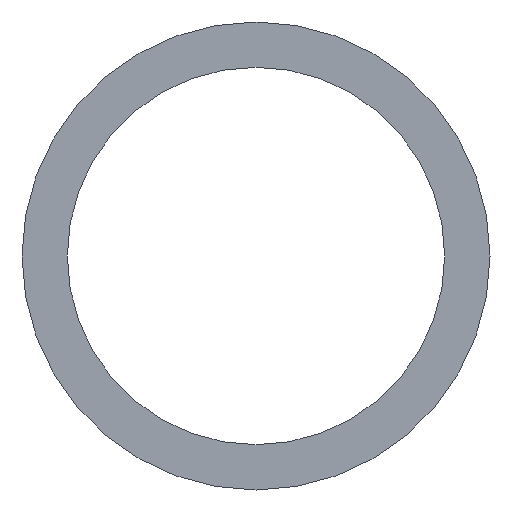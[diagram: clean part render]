
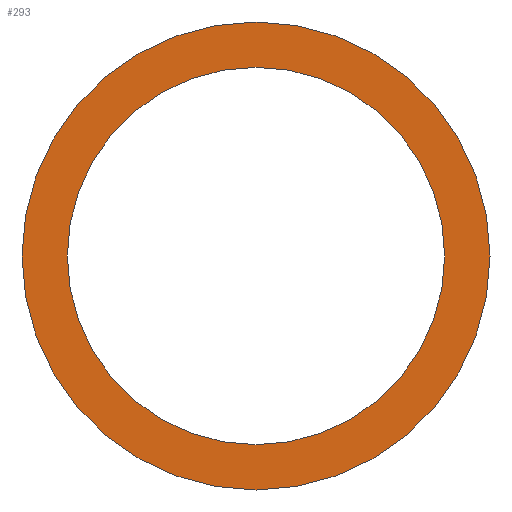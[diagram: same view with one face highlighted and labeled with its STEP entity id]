
A CAD part, front view. The second image highlights one B-rep face of the part: STEP entity #293.
In plain terms, the highlighted planar face has unit normal (0, -1, 0).
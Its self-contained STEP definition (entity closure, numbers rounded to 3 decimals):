
#7 = ORIENTED_EDGE ( 'NONE', *, *, #116, .T. ) ;
#48 = CARTESIAN_POINT ( 'NONE',  ( -125., 0., 0. ) ) ;
#52 = DIRECTION ( 'NONE',  ( -1., 0., 0. ) ) ;
#53 = CARTESIAN_POINT ( 'NONE',  ( 125., 0., 0. ) ) ;
#78 = EDGE_LOOP ( 'NONE', ( #269, #290 ) ) ;
#85 = DIRECTION ( 'NONE',  ( 0., 1., 0. ) ) ;
#88 = EDGE_CURVE ( 'NONE', #120, #339, #190, .T. ) ;
#89 = DIRECTION ( 'NONE',  ( -1., 0., 0. ) ) ;
#92 = DIRECTION ( 'NONE',  ( 0., 1., 0. ) ) ;
#104 = EDGE_LOOP ( 'NONE', ( #7, #220 ) ) ;
#116 = EDGE_CURVE ( 'NONE', #177, #344, #304, .T. ) ;
#120 = VERTEX_POINT ( 'NONE', #202 ) ;
#125 = DIRECTION ( 'NONE',  ( 0., 1., 0. ) ) ;
#144 = DIRECTION ( 'NONE',  ( 0., 1., 0. ) ) ;
#157 = CARTESIAN_POINT ( 'NONE',  ( 0., 0., 0. ) ) ;
#177 = VERTEX_POINT ( 'NONE', #48 ) ;
#190 = CIRCLE ( 'NONE', #328, 155. ) ;
#201 = CIRCLE ( 'NONE', #349, 125. ) ;
#202 = CARTESIAN_POINT ( 'NONE',  ( -155., 0., 0. ) ) ;
#207 = AXIS2_PLACEMENT_3D ( 'NONE', #335, #85, #52 ) ;
#220 = ORIENTED_EDGE ( 'NONE', *, *, #381, .T. ) ;
#246 = DIRECTION ( 'NONE',  ( -1., 0., 0. ) ) ;
#258 = DIRECTION ( 'NONE',  ( 0., 1., 0. ) ) ;
#269 = ORIENTED_EDGE ( 'NONE', *, *, #278, .F. ) ;
#272 = CARTESIAN_POINT ( 'NONE',  ( 0., 0., 0. ) ) ;
#278 = EDGE_CURVE ( 'NONE', #339, #120, #384, .T. ) ;
#281 = CARTESIAN_POINT ( 'NONE',  ( 155., 0., 0. ) ) ;
#290 = ORIENTED_EDGE ( 'NONE', *, *, #88, .F. ) ;
#292 = DIRECTION ( 'NONE',  ( -1., 0., 0. ) ) ;
#293 = ADVANCED_FACE ( 'NONE', ( #388, #313 ), #345, .F. ) ;
#304 = CIRCLE ( 'NONE', #207, 125. ) ;
#309 = CARTESIAN_POINT ( 'NONE',  ( 155., 0., 0. ) ) ;
#313 = FACE_BOUND ( 'NONE', #104, .T. ) ;
#315 = DIRECTION ( 'NONE',  ( -1., 0., 0. ) ) ;
#328 = AXIS2_PLACEMENT_3D ( 'NONE', #272, #144, #89 ) ;
#335 = CARTESIAN_POINT ( 'NONE',  ( 0., 0., 0. ) ) ;
#339 = VERTEX_POINT ( 'NONE', #309 ) ;
#344 = VERTEX_POINT ( 'NONE', #53 ) ;
#345 = PLANE ( 'NONE',  #386 ) ;
#349 = AXIS2_PLACEMENT_3D ( 'NONE', #157, #258, #292 ) ;
#357 = AXIS2_PLACEMENT_3D ( 'NONE', #400, #92, #315 ) ;
#381 = EDGE_CURVE ( 'NONE', #344, #177, #201, .T. ) ;
#384 = CIRCLE ( 'NONE', #357, 155. ) ;
#386 = AXIS2_PLACEMENT_3D ( 'NONE', #281, #125, #246 ) ;
#388 = FACE_OUTER_BOUND ( 'NONE', #78, .T. ) ;
#400 = CARTESIAN_POINT ( 'NONE',  ( 0., 0., 0. ) ) ;
